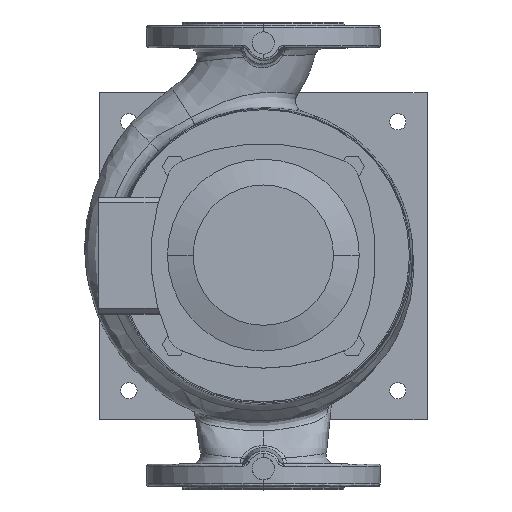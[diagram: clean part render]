
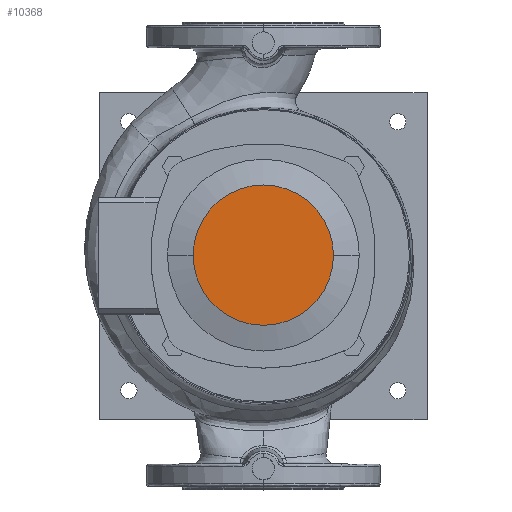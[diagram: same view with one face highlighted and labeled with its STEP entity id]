
A CAD part, top view. The second image highlights one B-rep face of the part: STEP entity #10368.
In plain terms, the highlighted planar face has unit normal (0, 0, 1).
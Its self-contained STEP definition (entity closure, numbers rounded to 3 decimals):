
#3830 = VERTEX_POINT ( 'NONE', #4878 ) ;
#3845 = VERTEX_POINT ( 'NONE', #4908 ) ;
#4878 = CARTESIAN_POINT ( 'NONE',  ( -60., 0., 420.5 ) ) ;
#4908 = CARTESIAN_POINT ( 'NONE',  ( 60., 0., 420.5 ) ) ;
#7878 = EDGE_CURVE ( 'NONE', #3845, #3830, #38661, .T. ) ;
#8775 = EDGE_LOOP ( 'NONE', ( #9918, #9919 ) ) ;
#9918 = ORIENTED_EDGE ( 'NONE', *, *, #10498, .T. ) ;
#9919 = ORIENTED_EDGE ( 'NONE', *, *, #7878, .T. ) ;
#10368 = ADVANCED_FACE ( 'NONE', ( #40484 ), #40485, .F. ) ;
#10498 = EDGE_CURVE ( 'NONE', #3830, #3845, #41413, .T. ) ;
#38039 = CARTESIAN_POINT ( 'NONE',  ( 0., 0., 420.5 ) ) ;
#38040 = DIRECTION ( 'NONE',  ( 0., 0., 1. ) ) ;
#38041 = DIRECTION ( 'NONE',  ( 1., 0., 0. ) ) ;
#38661 = CIRCLE ( 'NONE', #38662, 60. ) ;
#38662 = AXIS2_PLACEMENT_3D ( 'NONE', #38039, #38040, #38041 ) ;
#40481 = CARTESIAN_POINT ( 'NONE',  ( -60., 0., 420.5 ) ) ;
#40484 = FACE_OUTER_BOUND ( 'NONE', #8775, .T. ) ;
#40485 = PLANE ( 'NONE',  #41230 ) ;
#40488 = DIRECTION ( 'NONE',  ( 0., 0., -1. ) ) ;
#40489 = DIRECTION ( 'NONE',  ( -1., 0., 0. ) ) ;
#40903 = CARTESIAN_POINT ( 'NONE',  ( 0., 0., 420.5 ) ) ;
#40904 = DIRECTION ( 'NONE',  ( 0., 0., 1. ) ) ;
#40905 = DIRECTION ( 'NONE',  ( 1., 0., 0. ) ) ;
#41230 = AXIS2_PLACEMENT_3D ( 'NONE', #40481, #40488, #40489 ) ;
#41413 = CIRCLE ( 'NONE', #41415, 60. ) ;
#41415 = AXIS2_PLACEMENT_3D ( 'NONE', #40903, #40904, #40905 ) ;
